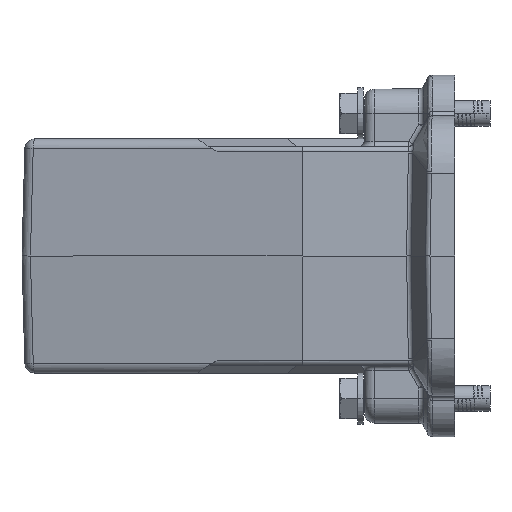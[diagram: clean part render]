
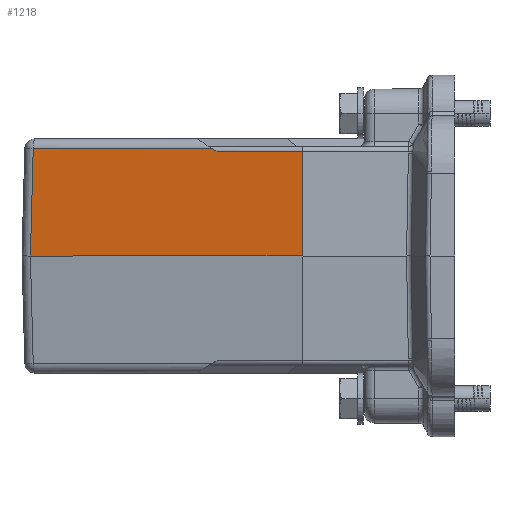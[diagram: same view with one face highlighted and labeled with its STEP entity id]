
A CAD part, left-side view. The second image highlights one B-rep face of the part: STEP entity #1218.
In plain terms, the highlighted planar face has unit normal (-0.985, 0.174, 0.026).
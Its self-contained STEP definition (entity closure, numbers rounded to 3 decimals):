
#578=PLANE('',#15790);
#1218=ADVANCED_FACE('',(#2171),#578,.F.);
#2171=FACE_OUTER_BOUND('',#2926,.T.);
#2926=EDGE_LOOP('',(#9421,#9422,#9423,#9424,#9425,#9426));
#4269=LINE('',#27101,#5329);
#4270=LINE('',#27115,#5330);
#4425=LINE('',#29831,#5485);
#4426=LINE('',#29833,#5486);
#4427=LINE('',#29835,#5487);
#4428=LINE('',#29837,#5488);
#5329=VECTOR('',#18026,1.);
#5330=VECTOR('',#18029,1.);
#5485=VECTOR('',#18751,1.);
#5486=VECTOR('',#18754,1.);
#5487=VECTOR('',#18755,1.);
#5488=VECTOR('',#18756,1.);
#9421=ORIENTED_EDGE('',*,*,#13315,.T.);
#9422=ORIENTED_EDGE('',*,*,#13313,.T.);
#9423=ORIENTED_EDGE('',*,*,#13800,.F.);
#9424=ORIENTED_EDGE('',*,*,#13801,.T.);
#9425=ORIENTED_EDGE('',*,*,#13802,.F.);
#9426=ORIENTED_EDGE('',*,*,#13803,.T.);
#11350=VERTEX_POINT('',#27098);
#11351=VERTEX_POINT('',#27102);
#11352=VERTEX_POINT('',#27116);
#11636=VERTEX_POINT('',#29830);
#11637=VERTEX_POINT('',#29834);
#11638=VERTEX_POINT('',#29836);
#13313=EDGE_CURVE('',#11351,#11350,#4269,.T.);
#13315=EDGE_CURVE('',#11352,#11351,#4270,.T.);
#13800=EDGE_CURVE('',#11636,#11350,#4425,.T.);
#13801=EDGE_CURVE('',#11636,#11637,#4426,.T.);
#13802=EDGE_CURVE('',#11638,#11637,#4427,.T.);
#13803=EDGE_CURVE('',#11638,#11352,#4428,.T.);
#15790=AXIS2_PLACEMENT_3D('',#29838,#18757,#18758);
#18026=DIRECTION('',(0.174,0.985,0.));
#18029=DIRECTION('',(0.164,0.853,0.495));
#18751=DIRECTION('',(0.022,-0.026,0.999));
#18754=DIRECTION('',(-0.174,-0.985,0.));
#18755=DIRECTION('',(-0.026,0.002,-1.));
#18756=DIRECTION('',(0.174,0.985,0.));
#18757=DIRECTION('',(0.984,-0.174,-0.026));
#18758=DIRECTION('',(-0.174,-0.985,0.));
#27098=CARTESIAN_POINT('',(-50.131,71.597,21.052));
#27101=CARTESIAN_POINT('',(-56.336,36.404,21.052));
#27102=CARTESIAN_POINT('',(-56.336,36.404,21.052));
#27115=CARTESIAN_POINT('',(-56.51,35.497,20.526));
#27116=CARTESIAN_POINT('',(-56.51,35.497,20.526));
#29830=CARTESIAN_POINT('',(-50.593,72.148,0.));
#29831=CARTESIAN_POINT('',(-50.593,72.148,0.));
#29833=CARTESIAN_POINT('',(-50.593,72.148,0.));
#29834=CARTESIAN_POINT('',(-60.,18.8,0.));
#29835=CARTESIAN_POINT('',(-59.463,18.753,20.526));
#29836=CARTESIAN_POINT('',(-59.463,18.753,20.526));
#29837=CARTESIAN_POINT('',(-59.463,18.753,20.526));
#29838=CARTESIAN_POINT('',(-55.025,45.426,10.526));
